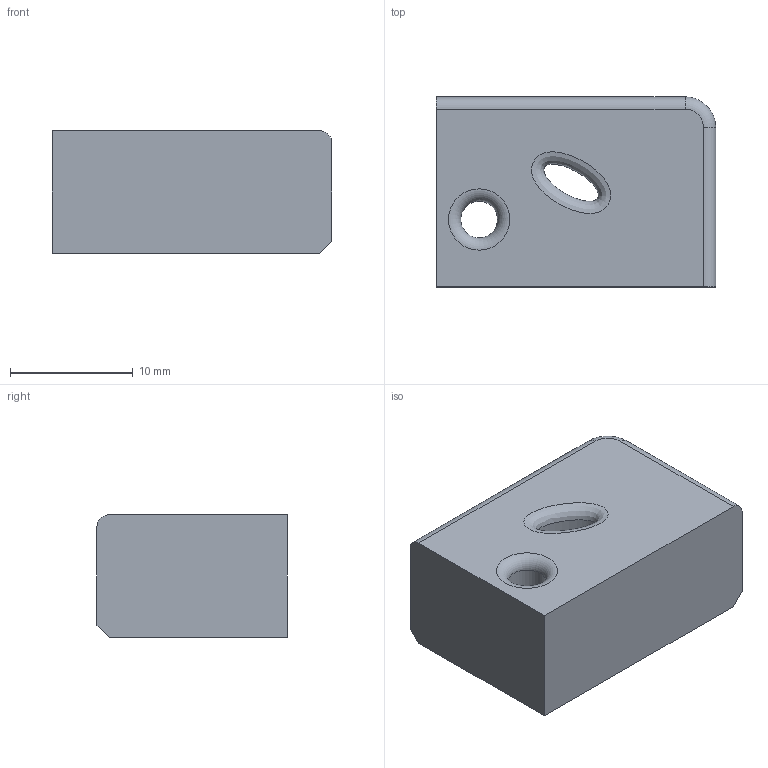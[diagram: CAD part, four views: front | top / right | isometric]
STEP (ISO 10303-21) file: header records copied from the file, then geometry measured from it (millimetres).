
FILE_DESCRIPTION(('FreeCAD Model'),'2;1');
FILE_NAME('test.step','2022-02-12T06:16:03', ('Author'),(''),'Open CASCADE STEP processor 7.3','FreeCAD','Unknown' );
FILE_SCHEMA(('AUTOMOTIVE_DESIGN { 1 0 10303 214 1 1 1 1 }'));
Length unit declared in the file: millimetre
Products named in the file (1): Chamfer001
Bounding box: 22.8 x 15.5 x 10 mm (x, y, z)
Volume: 3327.4 mm3; surface area: 1581.5 mm2
Topology: 1 solids, 1 shells, 19 faces, 43 edges, 26 vertices
Faces by surface type: plane 8, cylinder 4, bspline 2, cone 2, torus 2, extrusion 1
Full cylindrical faces by diameter (mm): 3 x1
Entity records: 2159 total; most frequent: CARTESIAN_POINT 1164, DIRECTION 150, ORIENTED_EDGE 86, PCURVE 86, DEFINITIONAL_REPRESENTATION 86, VECTOR 85, LINE 84, EDGE_CURVE 43
